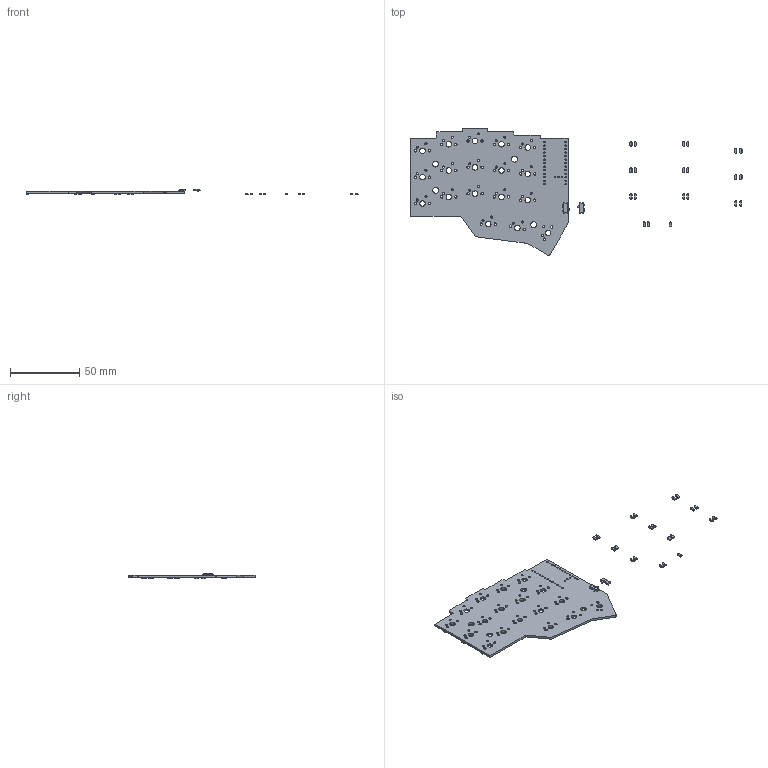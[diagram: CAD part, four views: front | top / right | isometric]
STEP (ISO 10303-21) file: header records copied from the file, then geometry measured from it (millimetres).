
FILE_DESCRIPTION(('KiCad electronic assembly'),'2;1');
FILE_NAME('corne-light-bt-mx_36.STEP','2024-04-27T00:22:28',('Pcbnew'),( 'Kicad'),'Open CASCADE STEP processor 7.6','KiCad to STEP converter' ,'Unknown');
FILE_SCHEMA(('AUTOMOTIVE_DESIGN { 1 0 10303 214 1 1 1 1 }'));
Length unit declared in the file: millimetre
Products named in the file (6): corne-light-bt-mx_36 1; SW_MSK12C02; COMPOUND; D_SOD-123; SOLID; corne-light-bt-mx PCB
Assembly tree (44 placements, depth 3):
  corne-light-bt-mx_36 1
    SW_MSK12C02  x2
      COMPOUND
    D_SOD-123  x39
      SOLID
    corne-light-bt-mx PCB
Bounding box: 239.6 x 91.41 x 4.33 mm (x, y, z)
Volume: 12362.5 mm3; surface area: 18187 mm2
Topology: 52 solids, 52 shells, 3102 faces, 7393 edges, 4438 vertices
Faces by surface type: plane 1559, bspline 1014, cylinder 513, sphere 16
Full cylindrical faces by diameter (mm): 0.7 x4, 0.85 x2, 1 x29, 1.524 x36, 1.75 x36, 3.988 x18, 4.3 x4
Entity records: 31762 total; most frequent: CARTESIAN_POINT 7548, DIRECTION 4336, LINE 2742, VECTOR 2742, ORIENTED_EDGE 2332, PCURVE 2332, DEFINITIONAL_REPRESENTATION 2332, EDGE_CURVE 1166
